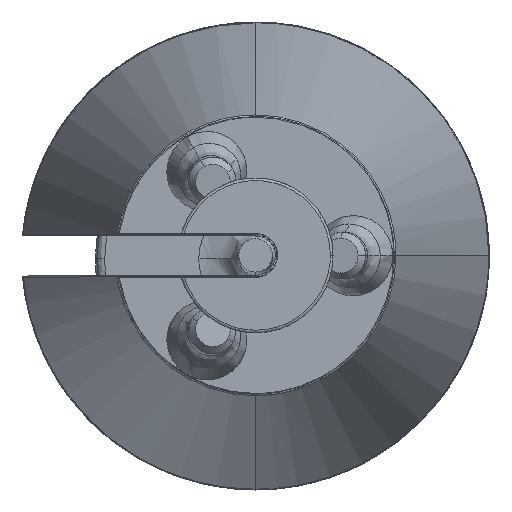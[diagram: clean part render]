
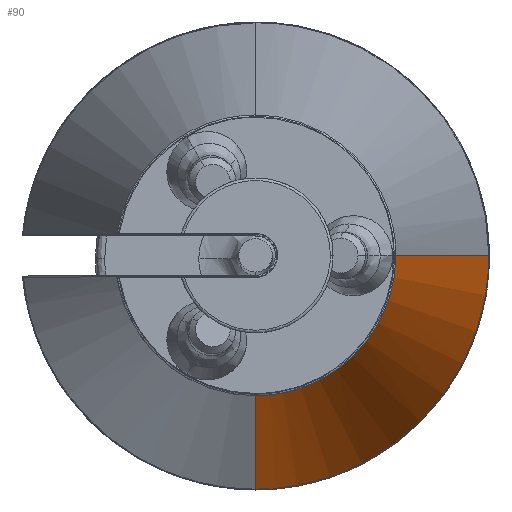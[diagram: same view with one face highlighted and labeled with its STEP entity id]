
A CAD part, top view. The second image highlights one B-rep face of the part: STEP entity #90.
In plain terms, the highlighted free-form (B-spline) face has degree [2, 1] with [3, 2] control points.
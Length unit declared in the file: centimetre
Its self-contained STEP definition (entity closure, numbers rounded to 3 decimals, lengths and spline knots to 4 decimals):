
#90=ADVANCED_FACE($,(#269),#2147,.T.);
#269=FACE_OUTER_BOUND($,#448,.T.);
#448=EDGE_LOOP($,(#840,#841,#842,#843));
#840=ORIENTED_EDGE($,*,*,#1544,.F.);
#841=ORIENTED_EDGE($,*,*,#1509,.F.);
#842=ORIENTED_EDGE($,*,*,#1546,.T.);
#843=ORIENTED_EDGE($,*,*,#1547,.T.);
#1509=EDGE_CURVE($,#1878,#1879,#2455,.T.);
#1544=EDGE_CURVE($,#1879,#1905,#2469,.T.);
#1546=EDGE_CURVE($,#1878,#1906,#2471,.T.);
#1547=EDGE_CURVE($,#1906,#1905,#2472,.T.);
#1878=VERTEX_POINT($,#4052);
#1879=VERTEX_POINT($,#4053);
#1905=VERTEX_POINT($,#4079);
#1906=VERTEX_POINT($,#4080);
#2147=(
BOUNDED_SURFACE()
B_SPLINE_SURFACE(2,1,((#3920,#3921),(#3922,#3923),(#3924,#3925)),.UNSPECIFIED.,
.F.,.F.,.F.)
B_SPLINE_SURFACE_WITH_KNOTS((3,3),(2,2),(0.,146.6213),(405.8072,
675.9151),.UNSPECIFIED.)
GEOMETRIC_REPRESENTATION_ITEM()
RATIONAL_B_SPLINE_SURFACE(((1.,1.),(0.707,0.707),
(1.,1.)))
REPRESENTATION_ITEM($)
SURFACE()
);
#2455=(
BOUNDED_CURVE()
B_SPLINE_CURVE(1,(#3567,#3568),.UNSPECIFIED.,.F.,.F.)
B_SPLINE_CURVE_WITH_KNOTS((2,2),(405.8072,675.9151),.UNSPECIFIED.)
CURVE()
GEOMETRIC_REPRESENTATION_ITEM()
RATIONAL_B_SPLINE_CURVE((1.,1.))
REPRESENTATION_ITEM($)
);
#2469=(
BOUNDED_CURVE()
B_SPLINE_CURVE(2,(#3690,#3691,#3692),.UNSPECIFIED.,.F.,.F.)
B_SPLINE_CURVE_WITH_KNOTS((3,3),(0.,275.1194),.UNSPECIFIED.)
CURVE()
GEOMETRIC_REPRESENTATION_ITEM()
RATIONAL_B_SPLINE_CURVE((1.,0.707,1.))
REPRESENTATION_ITEM($)
);
#2471=(
BOUNDED_CURVE()
B_SPLINE_CURVE(2,(#3696,#3697,#3698),.UNSPECIFIED.,.F.,.F.)
B_SPLINE_CURVE_WITH_KNOTS((3,3),(-315.3043,-150.1823),.UNSPECIFIED.)
CURVE()
GEOMETRIC_REPRESENTATION_ITEM()
RATIONAL_B_SPLINE_CURVE((1.,0.707,1.))
REPRESENTATION_ITEM($)
);
#2472=(
BOUNDED_CURVE()
B_SPLINE_CURVE(1,(#3699,#3700),.UNSPECIFIED.,.F.,.F.)
B_SPLINE_CURVE_WITH_KNOTS((2,2),(405.8072,675.9151),.UNSPECIFIED.)
CURVE()
GEOMETRIC_REPRESENTATION_ITEM()
RATIONAL_B_SPLINE_CURVE((1.,1.))
REPRESENTATION_ITEM($)
);
#3567=CARTESIAN_POINT($,(105.1545,0.0046,1359.4553));
#3568=CARTESIAN_POINT($,(175.1467,0.0046,1098.5733));
#3690=CARTESIAN_POINT($,(175.1467,0.0046,1098.5733));
#3691=CARTESIAN_POINT($,(175.1467,-175.143,1098.5733));
#3692=CARTESIAN_POINT($,(-0.001,-175.143,1098.5733));
#3696=CARTESIAN_POINT($,(105.1545,0.0046,1359.4553));
#3697=CARTESIAN_POINT($,(105.1545,-105.1509,1359.4553));
#3698=CARTESIAN_POINT($,(-0.001,-105.1509,1359.4553));
#3699=CARTESIAN_POINT($,(-0.001,-105.1509,1359.4553));
#3700=CARTESIAN_POINT($,(-0.001,-175.143,1098.5733));
#3920=CARTESIAN_POINT($,(105.1545,0.0046,1359.4553));
#3921=CARTESIAN_POINT($,(175.1467,0.0046,1098.5733));
#3922=CARTESIAN_POINT($,(105.1545,-105.1509,1359.4553));
#3923=CARTESIAN_POINT($,(175.1467,-175.143,1098.5733));
#3924=CARTESIAN_POINT($,(-0.001,-105.1509,1359.4553));
#3925=CARTESIAN_POINT($,(-0.001,-175.143,1098.5733));
#4052=CARTESIAN_POINT($,(105.1545,0.0046,1359.4553));
#4053=CARTESIAN_POINT($,(175.1467,0.0046,1098.5733));
#4079=CARTESIAN_POINT($,(-0.001,-175.143,1098.5733));
#4080=CARTESIAN_POINT($,(-0.001,-105.1509,1359.4553));
